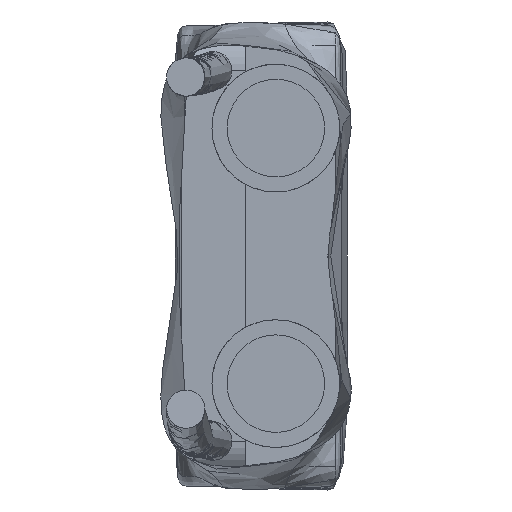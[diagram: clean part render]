
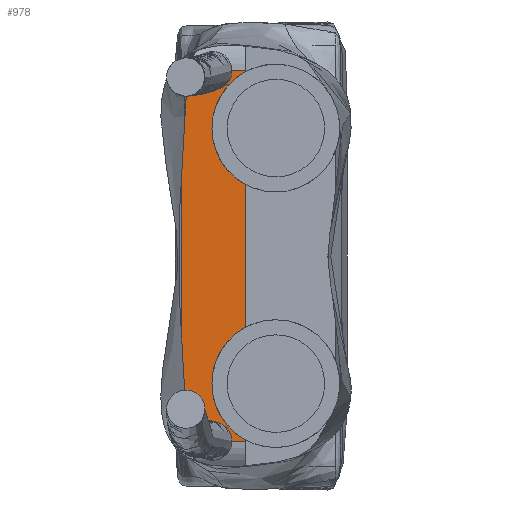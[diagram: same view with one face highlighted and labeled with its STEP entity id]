
A CAD part, left-side view. The second image highlights one B-rep face of the part: STEP entity #978.
In plain terms, the highlighted planar face has unit normal (-1, 0, 0).
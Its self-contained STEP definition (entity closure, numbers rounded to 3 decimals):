
#151=FACE_OUTER_BOUND('',#223,.T.);
#223=EDGE_LOOP('',(#737,#738,#739,#740));
#343=LINE('',#1464,#387);
#345=LINE('',#1470,#389);
#346=LINE('',#1472,#390);
#347=LINE('',#1473,#391);
#387=VECTOR('',#1252,10.);
#389=VECTOR('',#1258,10.);
#390=VECTOR('',#1259,10.);
#391=VECTOR('',#1260,10.);
#434=VERTEX_POINT('',#1461);
#435=VERTEX_POINT('',#1463);
#437=VERTEX_POINT('',#1469);
#438=VERTEX_POINT('',#1471);
#543=EDGE_CURVE('',#434,#435,#343,.T.);
#546=EDGE_CURVE('',#437,#434,#345,.T.);
#547=EDGE_CURVE('',#438,#437,#346,.T.);
#548=EDGE_CURVE('',#438,#435,#347,.T.);
#737=ORIENTED_EDGE('',*,*,#543,.F.);
#738=ORIENTED_EDGE('',*,*,#546,.F.);
#739=ORIENTED_EDGE('',*,*,#547,.F.);
#740=ORIENTED_EDGE('',*,*,#548,.T.);
#937=PLANE('',#1094);
#978=ADVANCED_FACE('',(#151),#937,.T.);
#1094=AXIS2_PLACEMENT_3D('',#1468,#1256,#1257);
#1252=DIRECTION('',(0.,-1.,0.));
#1256=DIRECTION('center_axis',(-1.,0.,0.));
#1257=DIRECTION('ref_axis',(0.,0.,1.));
#1258=DIRECTION('',(0.,0.,1.));
#1259=DIRECTION('',(0.,1.,0.));
#1260=DIRECTION('',(0.,0.,1.));
#1461=CARTESIAN_POINT('',(-19.,12.,14.5));
#1463=CARTESIAN_POINT('',(-19.,7.,14.5));
#1464=CARTESIAN_POINT('',(-19.,7.,14.5));
#1468=CARTESIAN_POINT('Origin',(-19.,7.,-17.5));
#1469=CARTESIAN_POINT('',(-19.,12.,-14.5));
#1470=CARTESIAN_POINT('',(-19.,12.,-17.5));
#1471=CARTESIAN_POINT('',(-19.,7.,-14.5));
#1472=CARTESIAN_POINT('',(-19.,7.,-14.5));
#1473=CARTESIAN_POINT('',(-19.,7.,-17.5));
